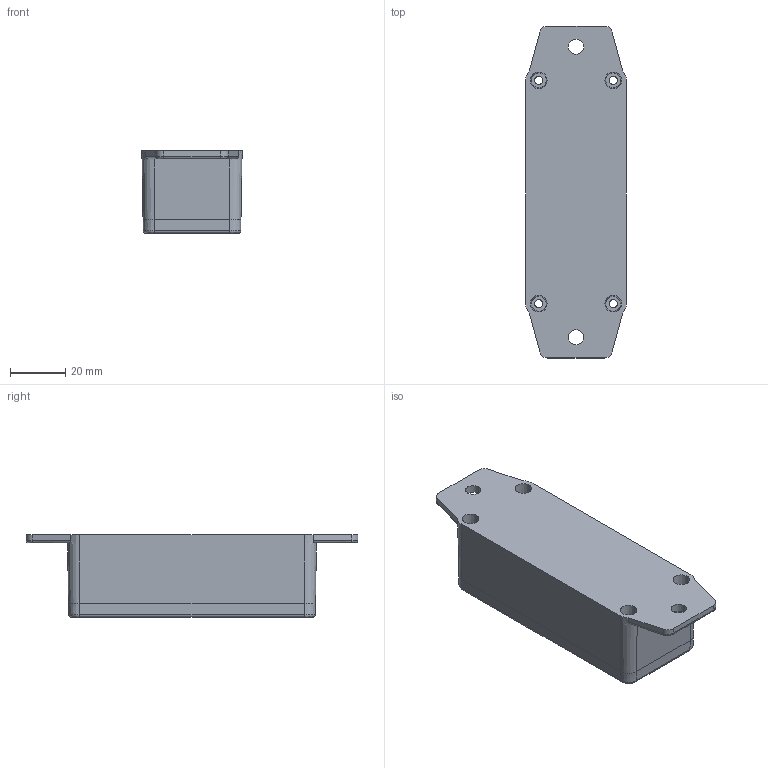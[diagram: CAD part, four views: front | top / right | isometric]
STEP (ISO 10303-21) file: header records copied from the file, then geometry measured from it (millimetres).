
FILE_DESCRIPTION (( 'STEP AP214' ), '1' );
FILE_NAME ('G102MF.STEP', '2011-02-24T01:14:46', ( 'NEF User' ), ( 'NEF User' ), 'SwSTEP 2.0', 'SolidWorks 2010', '' );
FILE_SCHEMA (( 'AUTOMOTIVE_DESIGN' ));
Length unit declared in the file: millimetre
Products named in the file (3): G102MF; G102-COVER; G102-BASE
Assembly tree (2 placements, depth 2):
  G102MF
    G102-COVER
    G102-BASE
Bounding box: 36.37 x 120.37 x 30 mm (x, y, z)
Volume: 41214.1 mm3; surface area: 30516.9 mm2
Topology: 2 solids, 2 shells, 277 faces, 714 edges, 452 vertices
Faces by surface type: cylinder 112, plane 93, cone 36, bspline 20, torus 14, sphere 2
Entity records: 10374 total; most frequent: CARTESIAN_POINT 3478, DIRECTION 1462, ORIENTED_EDGE 1428, EDGE_CURVE 714, AXIS2_PLACEMENT_3D 558, VERTEX_POINT 452, VECTOR 346, LINE 346
